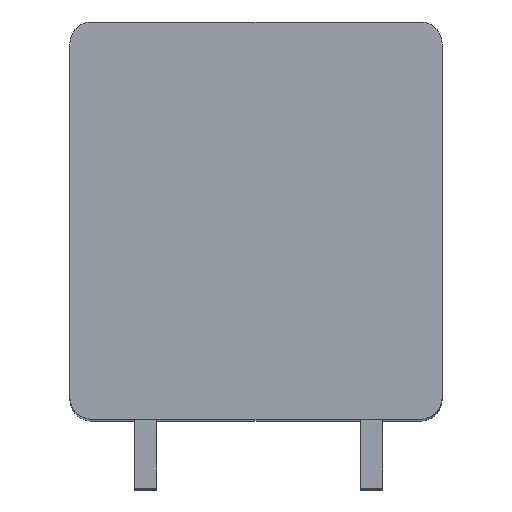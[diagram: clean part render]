
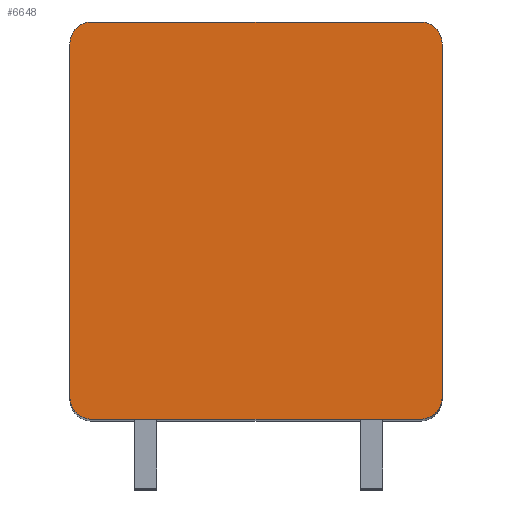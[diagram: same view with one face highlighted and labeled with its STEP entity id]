
A CAD part, top view. The second image highlights one B-rep face of the part: STEP entity #6648.
In plain terms, the highlighted planar face has unit normal (0, 0, 1).
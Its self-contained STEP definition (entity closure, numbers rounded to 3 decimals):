
#1157=CARTESIAN_POINT('',(-5.95,6.4,2.5));
#1158=DIRECTION('',(0.,0.,1.));
#1159=DIRECTION('',(0.,1.,0.));
#1160=AXIS2_PLACEMENT_3D('',#1157,#1158,#1159);
#1162=DIRECTION('',(-1.,0.,0.));
#1163=VECTOR('',#1162,11.9);
#1164=CARTESIAN_POINT('',(5.95,7.2,2.5));
#1165=LINE('',#1164,#1163);
#1166=CARTESIAN_POINT('',(5.95,6.4,2.5));
#1167=DIRECTION('',(0.,0.,1.));
#1168=DIRECTION('',(1.,0.,0.));
#1169=AXIS2_PLACEMENT_3D('',#1166,#1167,#1168);
#1171=DIRECTION('',(0.,1.,0.));
#1172=VECTOR('',#1171,12.8);
#1173=CARTESIAN_POINT('',(6.75,-6.4,2.5));
#1174=LINE('',#1173,#1172);
#1175=CARTESIAN_POINT('',(5.95,-6.4,2.5));
#1176=DIRECTION('',(0.,0.,1.));
#1177=DIRECTION('',(0.,-1.,0.));
#1178=AXIS2_PLACEMENT_3D('',#1175,#1176,#1177);
#1180=DIRECTION('',(1.,0.,0.));
#1181=VECTOR('',#1180,11.9);
#1182=CARTESIAN_POINT('',(-5.95,-7.2,2.5));
#1183=LINE('',#1182,#1181);
#1184=CARTESIAN_POINT('',(-5.95,-6.4,2.5));
#1185=DIRECTION('',(0.,0.,1.));
#1186=DIRECTION('',(-1.,0.,0.));
#1187=AXIS2_PLACEMENT_3D('',#1184,#1185,#1186);
#1189=DIRECTION('',(0.,-1.,0.));
#1190=VECTOR('',#1189,12.8);
#1191=CARTESIAN_POINT('',(-6.75,6.4,2.5));
#1192=LINE('',#1191,#1190);
#4717=CARTESIAN_POINT('',(-5.95,7.2,2.5));
#4718=VERTEX_POINT('',#4717);
#4719=CARTESIAN_POINT('',(-6.75,6.4,2.5));
#4720=VERTEX_POINT('',#4719);
#4725=CARTESIAN_POINT('',(6.75,6.4,2.5));
#4726=VERTEX_POINT('',#4725);
#4727=CARTESIAN_POINT('',(5.95,7.2,2.5));
#4728=VERTEX_POINT('',#4727);
#4733=CARTESIAN_POINT('',(-6.75,-6.4,2.5));
#4734=VERTEX_POINT('',#4733);
#4735=CARTESIAN_POINT('',(-5.95,-7.2,2.5));
#4736=VERTEX_POINT('',#4735);
#4741=CARTESIAN_POINT('',(5.95,-7.2,2.5));
#4742=VERTEX_POINT('',#4741);
#4743=CARTESIAN_POINT('',(6.75,-6.4,2.5));
#4744=VERTEX_POINT('',#4743);
#6633=CARTESIAN_POINT('',(0.,0.,2.5));
#6634=DIRECTION('',(0.,0.,1.));
#6635=DIRECTION('',(1.,0.,0.));
#6636=AXIS2_PLACEMENT_3D('',#6633,#6634,#6635);
#6637=PLANE('',#6636);
#6638=ORIENTED_EDGE('',*,*,#5937,.F.);
#6639=ORIENTED_EDGE('',*,*,#5953,.F.);
#6640=ORIENTED_EDGE('',*,*,#6158,.F.);
#6641=ORIENTED_EDGE('',*,*,#6173,.F.);
#6642=ORIENTED_EDGE('',*,*,#6346,.F.);
#6643=ORIENTED_EDGE('',*,*,#6359,.F.);
#6644=ORIENTED_EDGE('',*,*,#6534,.F.);
#6645=ORIENTED_EDGE('',*,*,#6546,.F.);
#6646=EDGE_LOOP('',(#6638,#6639,#6640,#6641,#6642,#6643,#6644,#6645));
#6647=FACE_OUTER_BOUND('',#6646,.F.);
#1161=CIRCLE('',#1160,0.8);
#1170=CIRCLE('',#1169,0.8);
#1179=CIRCLE('',#1178,0.8);
#1188=CIRCLE('',#1187,0.8);
#5937=EDGE_CURVE('',#4718,#4720,#1161,.T.);
#5953=EDGE_CURVE('',#4728,#4718,#1165,.T.);
#6158=EDGE_CURVE('',#4726,#4728,#1170,.T.);
#6173=EDGE_CURVE('',#4744,#4726,#1174,.T.);
#6346=EDGE_CURVE('',#4742,#4744,#1179,.T.);
#6359=EDGE_CURVE('',#4736,#4742,#1183,.T.);
#6534=EDGE_CURVE('',#4734,#4736,#1188,.T.);
#6546=EDGE_CURVE('',#4720,#4734,#1192,.T.);
#6648=ADVANCED_FACE('',(#6647),#6637,.T.);
